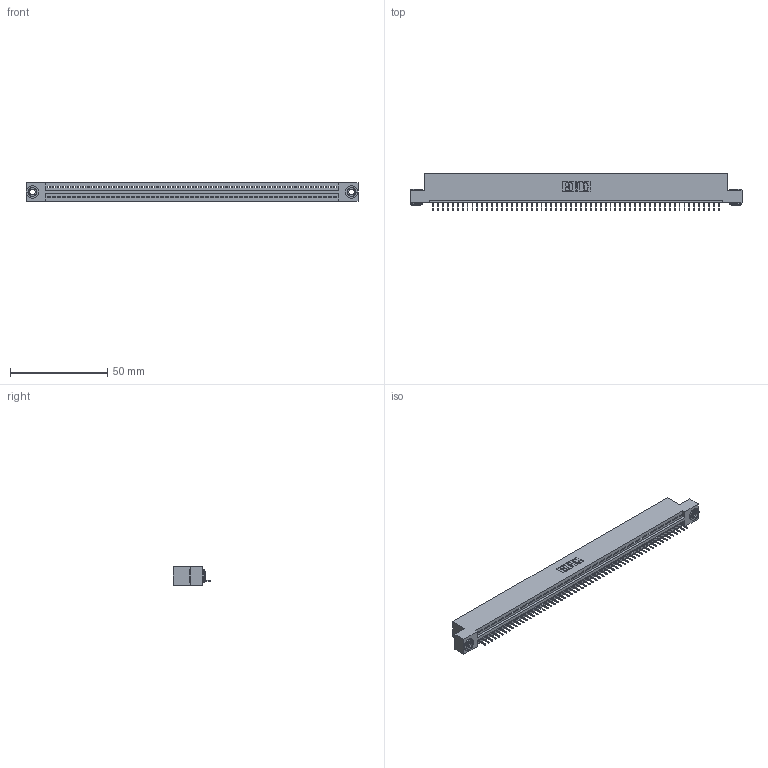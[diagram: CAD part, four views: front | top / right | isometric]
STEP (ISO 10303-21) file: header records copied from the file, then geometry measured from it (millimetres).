
FILE_DESCRIPTION (( 'STEP AP203' ), '1' );
FILE_NAME ('345-059-524-103.STEP', '2018-09-26T20:04:46', ( '' ), ( '' ), 'SwSTEP 2.0', 'SolidWorks 2016', '' );
FILE_SCHEMA (( 'CONFIG_CONTROL_DESIGN' ));
Length unit declared in the file: inch
Products named in the file (4): 345-250-002_345-250-002-102; 345-292-001_345-293-124; 345-059-524-103; 345 Part_Flush Mounting Lugs - 0.156 Dia-TH
Assembly tree (62 placements, depth 2):
  345-059-524-103
    345 Part_Flush Mounting Lugs - 0.156 Dia-TH
    345-292-001_345-293-124  x59
    345-250-002_345-250-002-102  x2
Bounding box: 171.07 x 19.35 x 9.4 mm (x, y, z)
Volume: 16173.9 mm3; surface area: 21194 mm2
Topology: 62 solids, 62 shells, 3822 faces, 11037 edges, 7118 vertices
Faces by surface type: plane 2804, cylinder 1010, cone 8
Entity records: 42840 total; most frequent: CARTESIAN_POINT 7396, ORIENTED_EDGE 7382, DIRECTION 6467, EDGE_CURVE 3691, VECTOR 3303, LINE 3303, VERTEX_POINT 2454, AXIS2_PLACEMENT_3D 1582
